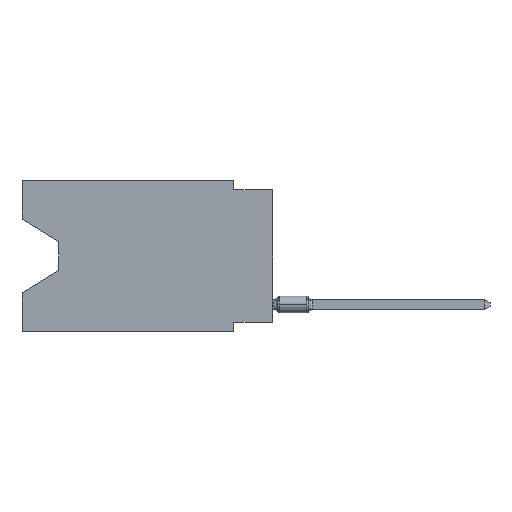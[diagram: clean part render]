
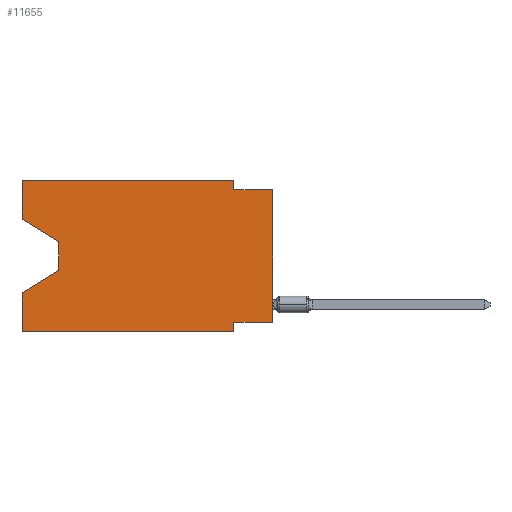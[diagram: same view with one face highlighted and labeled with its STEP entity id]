
A CAD part, left-side view. The second image highlights one B-rep face of the part: STEP entity #11655.
In plain terms, the highlighted planar face has unit normal (-1, 0, 0).
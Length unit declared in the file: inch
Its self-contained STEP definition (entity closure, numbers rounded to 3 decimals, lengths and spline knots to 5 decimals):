
#87 = ORIENTED_EDGE ( 'NONE', *, *, #9735, .F. ) ;
#427 = VECTOR ( 'NONE', #5580, 39.37008 ) ;
#656 = EDGE_CURVE ( 'NONE', #14137, #10449, #1077, .T. ) ;
#961 = DIRECTION ( 'NONE',  ( 1., 0., 0. ) ) ;
#984 = VECTOR ( 'NONE', #2940, 39.37008 ) ;
#1043 = VECTOR ( 'NONE', #9224, 39.37008 ) ;
#1077 = LINE ( 'NONE', #3420, #427 ) ;
#1180 = CARTESIAN_POINT ( 'NONE',  ( 0., 0.1, -0.39 ) ) ;
#1440 = VERTEX_POINT ( 'NONE', #4344 ) ;
#1754 = DIRECTION ( 'NONE',  ( 0., -1., 0. ) ) ;
#2124 = ORIENTED_EDGE ( 'NONE', *, *, #7747, .F. ) ;
#2211 = LINE ( 'NONE', #4404, #3217 ) ;
#2280 = DIRECTION ( 'NONE',  ( 0., -1., 0. ) ) ;
#2328 = CARTESIAN_POINT ( 'NONE',  ( 0., 0.1, 0. ) ) ;
#2439 = VERTEX_POINT ( 'NONE', #13237 ) ;
#2507 = CARTESIAN_POINT ( 'NONE',  ( 0., 0.55, -0.232 ) ) ;
#2697 = CARTESIAN_POINT ( 'NONE',  ( 0., 0.645, -0.28975 ) ) ;
#2940 = DIRECTION ( 'NONE',  ( 0., 0., 1. ) ) ;
#3082 = ORIENTED_EDGE ( 'NONE', *, *, #6023, .T. ) ;
#3217 = VECTOR ( 'NONE', #8776, 39.37008 ) ;
#3420 = CARTESIAN_POINT ( 'NONE',  ( 0., 0., -0.025 ) ) ;
#3487 = VERTEX_POINT ( 'NONE', #10781 ) ;
#3929 = DIRECTION ( 'NONE',  ( 0., 1., 0. ) ) ;
#3968 = FACE_OUTER_BOUND ( 'NONE', #12173, .T. ) ;
#4006 = LINE ( 'NONE', #13996, #12671 ) ;
#4344 = CARTESIAN_POINT ( 'NONE',  ( 0., 0.55, -0.232 ) ) ;
#4356 = ORIENTED_EDGE ( 'NONE', *, *, #656, .F. ) ;
#4383 = CARTESIAN_POINT ( 'NONE',  ( 0., 0.1, -0.365 ) ) ;
#4404 = CARTESIAN_POINT ( 'NONE',  ( 0., 0., 0. ) ) ;
#5032 = VECTOR ( 'NONE', #8022, 39.37008 ) ;
#5063 = EDGE_CURVE ( 'NONE', #9725, #13679, #13064, .T. ) ;
#5133 = CARTESIAN_POINT ( 'NONE',  ( 0., 0.1, -0.39 ) ) ;
#5266 = DIRECTION ( 'NONE',  ( 0., 0., 1. ) ) ;
#5327 = DIRECTION ( 'NONE',  ( 0., 0., -1. ) ) ;
#5580 = DIRECTION ( 'NONE',  ( 0., -1., 0. ) ) ;
#5690 = EDGE_CURVE ( 'NONE', #13679, #14137, #6823, .T. ) ;
#5749 = CARTESIAN_POINT ( 'NONE',  ( 0., 0.1, 0. ) ) ;
#5851 = LINE ( 'NONE', #2507, #1043 ) ;
#5994 = CARTESIAN_POINT ( 'NONE',  ( 0., 0.645, 0. ) ) ;
#6023 = EDGE_CURVE ( 'NONE', #1440, #8874, #5851, .T. ) ;
#6109 = CARTESIAN_POINT ( 'NONE',  ( 0., 0., -0.025 ) ) ;
#6196 = EDGE_CURVE ( 'NONE', #2439, #1440, #10528, .T. ) ;
#6274 = LINE ( 'NONE', #7433, #6417 ) ;
#6417 = VECTOR ( 'NONE', #5266, 39.37008 ) ;
#6594 = CARTESIAN_POINT ( 'NONE',  ( 0., 0.645, 0. ) ) ;
#6823 = LINE ( 'NONE', #5749, #10834 ) ;
#6906 = VECTOR ( 'NONE', #2280, 39.37008 ) ;
#7127 = ORIENTED_EDGE ( 'NONE', *, *, #9155, .F. ) ;
#7148 = EDGE_CURVE ( 'NONE', #3487, #2439, #7891, .T. ) ;
#7433 = CARTESIAN_POINT ( 'NONE',  ( 0., 0.645, 0. ) ) ;
#7676 = VERTEX_POINT ( 'NONE', #5133 ) ;
#7747 = EDGE_CURVE ( 'NONE', #12663, #8874, #6274, .T. ) ;
#7891 = LINE ( 'NONE', #8884, #5032 ) ;
#7901 = EDGE_CURVE ( 'NONE', #10279, #10449, #2211, .T. ) ;
#8022 = DIRECTION ( 'NONE',  ( 0., -0.855, -0.519 ) ) ;
#8293 = CARTESIAN_POINT ( 'NONE',  ( 0., 0.645, 0. ) ) ;
#8335 = PLANE ( 'NONE',  #13869 ) ;
#8672 = ORIENTED_EDGE ( 'NONE', *, *, #9634, .F. ) ;
#8776 = DIRECTION ( 'NONE',  ( 0., 0., 1. ) ) ;
#8874 = VERTEX_POINT ( 'NONE', #2697 ) ;
#8884 = CARTESIAN_POINT ( 'NONE',  ( 0., 0.645, -0.10025 ) ) ;
#8905 = CARTESIAN_POINT ( 'NONE',  ( 0., 0., -0.365 ) ) ;
#9155 = EDGE_CURVE ( 'NONE', #10556, #7676, #11404, .T. ) ;
#9224 = DIRECTION ( 'NONE',  ( 0., 0.855, -0.519 ) ) ;
#9634 = EDGE_CURVE ( 'NONE', #3487, #9725, #13778, .T. ) ;
#9725 = VERTEX_POINT ( 'NONE', #8293 ) ;
#9735 = EDGE_CURVE ( 'NONE', #10279, #10556, #4006, .T. ) ;
#10134 = DIRECTION ( 'NONE',  ( 0., 0., -1. ) ) ;
#10142 = ORIENTED_EDGE ( 'NONE', *, *, #7901, .T. ) ;
#10279 = VERTEX_POINT ( 'NONE', #8905 ) ;
#10419 = ORIENTED_EDGE ( 'NONE', *, *, #10511, .T. ) ;
#10449 = VERTEX_POINT ( 'NONE', #6109 ) ;
#10511 = EDGE_CURVE ( 'NONE', #12663, #7676, #12526, .T. ) ;
#10528 = LINE ( 'NONE', #12789, #12979 ) ;
#10556 = VERTEX_POINT ( 'NONE', #4383 ) ;
#10781 = CARTESIAN_POINT ( 'NONE',  ( 0., 0.645, -0.10025 ) ) ;
#10834 = VECTOR ( 'NONE', #10134, 39.37008 ) ;
#10898 = CARTESIAN_POINT ( 'NONE',  ( 0., 0.645, -0.39 ) ) ;
#11125 = CARTESIAN_POINT ( 'NONE',  ( 0., 0.1, -0.025 ) ) ;
#11404 = LINE ( 'NONE', #1180, #12439 ) ;
#11655 = ADVANCED_FACE ( 'NONE', ( #3968 ), #8335, .F. ) ;
#12106 = CARTESIAN_POINT ( 'NONE',  ( 0., 0.645, 0. ) ) ;
#12173 = EDGE_LOOP ( 'NONE', ( #13477, #13003, #3082, #2124, #10419, #7127, #87, #10142, #4356, #13995, #13522, #8672 ) ) ;
#12439 = VECTOR ( 'NONE', #13255, 39.37008 ) ;
#12526 = LINE ( 'NONE', #13608, #13617 ) ;
#12663 = VERTEX_POINT ( 'NONE', #10898 ) ;
#12671 = VECTOR ( 'NONE', #3929, 39.37008 ) ;
#12712 = DIRECTION ( 'NONE',  ( 0., 0., -1. ) ) ;
#12789 = CARTESIAN_POINT ( 'NONE',  ( 0., 0.55, -0.158 ) ) ;
#12979 = VECTOR ( 'NONE', #12712, 39.37008 ) ;
#13003 = ORIENTED_EDGE ( 'NONE', *, *, #6196, .T. ) ;
#13064 = LINE ( 'NONE', #12106, #6906 ) ;
#13237 = CARTESIAN_POINT ( 'NONE',  ( 0., 0.55, -0.158 ) ) ;
#13255 = DIRECTION ( 'NONE',  ( 0., 0., -1. ) ) ;
#13477 = ORIENTED_EDGE ( 'NONE', *, *, #7148, .T. ) ;
#13522 = ORIENTED_EDGE ( 'NONE', *, *, #5063, .F. ) ;
#13608 = CARTESIAN_POINT ( 'NONE',  ( 0., 0.645, -0.39 ) ) ;
#13617 = VECTOR ( 'NONE', #1754, 39.37008 ) ;
#13679 = VERTEX_POINT ( 'NONE', #2328 ) ;
#13778 = LINE ( 'NONE', #5994, #984 ) ;
#13869 = AXIS2_PLACEMENT_3D ( 'NONE', #6594, #961, #5327 ) ;
#13995 = ORIENTED_EDGE ( 'NONE', *, *, #5690, .F. ) ;
#13996 = CARTESIAN_POINT ( 'NONE',  ( 0., 0., -0.365 ) ) ;
#14137 = VERTEX_POINT ( 'NONE', #11125 ) ;
